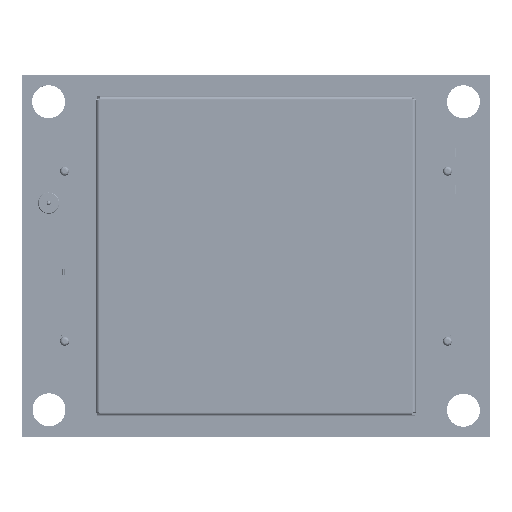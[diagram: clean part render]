
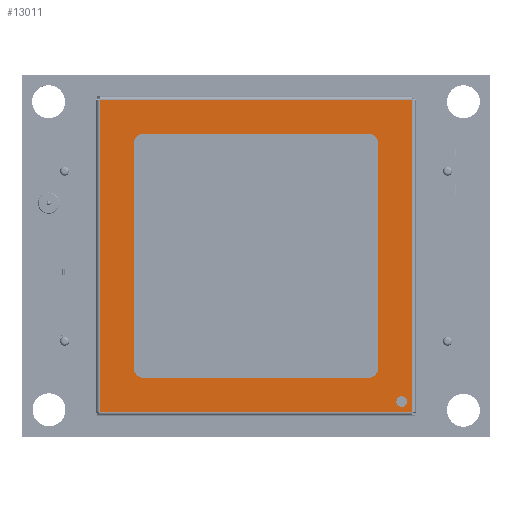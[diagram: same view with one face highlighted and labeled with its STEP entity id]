
A CAD part, top view. The second image highlights one B-rep face of the part: STEP entity #13011.
In plain terms, the highlighted face is planar.
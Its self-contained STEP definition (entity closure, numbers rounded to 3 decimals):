
#10006 = VERTEX_POINT('',#10007);
#10007 = CARTESIAN_POINT('',(13.7,3.2,-14.2));
#10025 = VERTEX_POINT('',#10026);
#10026 = CARTESIAN_POINT('',(13.7,3.2,-13.2));
#10032 = EDGE_CURVE('',#10006,#10025,#10033,.T.);
#10033 = CIRCLE('',#10034,0.5);
#10034 = AXIS2_PLACEMENT_3D('',#10035,#10036,#10037);
#10035 = CARTESIAN_POINT('',(13.7,3.2,-13.7));
#10036 = DIRECTION('',(0.,1.,0.));
#10037 = DIRECTION('',(0.,-0.,1.));
#13011 = ADVANCED_FACE('',(#13012,#13022),#13092,.F.);
#13012 = FACE_BOUND('',#13013,.T.);
#13013 = EDGE_LOOP('',(#13014,#13015));
#13014 = ORIENTED_EDGE('',*,*,#10032,.F.);
#13015 = ORIENTED_EDGE('',*,*,#13016,.F.);
#13016 = EDGE_CURVE('',#10025,#10006,#13017,.T.);
#13017 = CIRCLE('',#13018,0.5);
#13018 = AXIS2_PLACEMENT_3D('',#13019,#13020,#13021);
#13019 = CARTESIAN_POINT('',(13.7,3.2,-13.7));
#13020 = DIRECTION('',(0.,1.,0.));
#13021 = DIRECTION('',(0.,-0.,1.));
#13022 = FACE_BOUND('',#13023,.T.);
#13023 = EDGE_LOOP('',(#13024,#13034,#13043,#13051,#13060,#13068,#13077,
    #13085));
#13024 = ORIENTED_EDGE('',*,*,#13025,.T.);
#13025 = EDGE_CURVE('',#13026,#13028,#13030,.T.);
#13026 = VERTEX_POINT('',#13027);
#13027 = CARTESIAN_POINT('',(-14.663,3.2,14.7));
#13028 = VERTEX_POINT('',#13029);
#13029 = CARTESIAN_POINT('',(14.663,3.2,14.7));
#13030 = LINE('',#13031,#13032);
#13031 = CARTESIAN_POINT('',(0.,3.2,14.7));
#13032 = VECTOR('',#13033,1.);
#13033 = DIRECTION('',(1.,0.,0.));
#13034 = ORIENTED_EDGE('',*,*,#13035,.T.);
#13035 = EDGE_CURVE('',#13028,#13036,#13038,.T.);
#13036 = VERTEX_POINT('',#13037);
#13037 = CARTESIAN_POINT('',(14.7,3.2,14.663));
#13038 = CIRCLE('',#13039,0.1);
#13039 = AXIS2_PLACEMENT_3D('',#13040,#13041,#13042);
#13040 = CARTESIAN_POINT('',(14.75,3.2,14.75));
#13041 = DIRECTION('',(0.,-1.,0.));
#13042 = DIRECTION('',(0.,0.,-1.));
#13043 = ORIENTED_EDGE('',*,*,#13044,.T.);
#13044 = EDGE_CURVE('',#13036,#13045,#13047,.T.);
#13045 = VERTEX_POINT('',#13046);
#13046 = CARTESIAN_POINT('',(14.7,3.2,-14.663));
#13047 = LINE('',#13048,#13049);
#13048 = CARTESIAN_POINT('',(14.7,3.2,0.));
#13049 = VECTOR('',#13050,1.);
#13050 = DIRECTION('',(0.,0.,-1.));
#13051 = ORIENTED_EDGE('',*,*,#13052,.T.);
#13052 = EDGE_CURVE('',#13045,#13053,#13055,.T.);
#13053 = VERTEX_POINT('',#13054);
#13054 = CARTESIAN_POINT('',(14.663,3.2,-14.7));
#13055 = CIRCLE('',#13056,0.1);
#13056 = AXIS2_PLACEMENT_3D('',#13057,#13058,#13059);
#13057 = CARTESIAN_POINT('',(14.75,3.2,-14.75));
#13058 = DIRECTION('',(0.,-1.,0.));
#13059 = DIRECTION('',(0.,0.,-1.));
#13060 = ORIENTED_EDGE('',*,*,#13061,.T.);
#13061 = EDGE_CURVE('',#13053,#13062,#13064,.T.);
#13062 = VERTEX_POINT('',#13063);
#13063 = CARTESIAN_POINT('',(-14.663,3.2,-14.7));
#13064 = LINE('',#13065,#13066);
#13065 = CARTESIAN_POINT('',(0.,3.2,-14.7));
#13066 = VECTOR('',#13067,1.);
#13067 = DIRECTION('',(-1.,0.,0.));
#13068 = ORIENTED_EDGE('',*,*,#13069,.T.);
#13069 = EDGE_CURVE('',#13062,#13070,#13072,.T.);
#13070 = VERTEX_POINT('',#13071);
#13071 = CARTESIAN_POINT('',(-14.7,3.2,-14.663));
#13072 = CIRCLE('',#13073,0.1);
#13073 = AXIS2_PLACEMENT_3D('',#13074,#13075,#13076);
#13074 = CARTESIAN_POINT('',(-14.75,3.2,-14.75));
#13075 = DIRECTION('',(0.,-1.,0.));
#13076 = DIRECTION('',(0.,0.,-1.));
#13077 = ORIENTED_EDGE('',*,*,#13078,.T.);
#13078 = EDGE_CURVE('',#13070,#13079,#13081,.T.);
#13079 = VERTEX_POINT('',#13080);
#13080 = CARTESIAN_POINT('',(-14.7,3.2,14.663));
#13081 = LINE('',#13082,#13083);
#13082 = CARTESIAN_POINT('',(-14.7,3.2,0.));
#13083 = VECTOR('',#13084,1.);
#13084 = DIRECTION('',(0.,0.,1.));
#13085 = ORIENTED_EDGE('',*,*,#13086,.T.);
#13086 = EDGE_CURVE('',#13079,#13026,#13087,.T.);
#13087 = CIRCLE('',#13088,0.1);
#13088 = AXIS2_PLACEMENT_3D('',#13089,#13090,#13091);
#13089 = CARTESIAN_POINT('',(-14.75,3.2,14.75));
#13090 = DIRECTION('',(0.,-1.,0.));
#13091 = DIRECTION('',(0.,0.,-1.));
#13092 = PLANE('',#13093);
#13093 = AXIS2_PLACEMENT_3D('',#13094,#13095,#13096);
#13094 = CARTESIAN_POINT('',(0.,3.2,0.));
#13095 = DIRECTION('',(0.,-1.,0.));
#13096 = DIRECTION('',(0.,0.,-1.));
